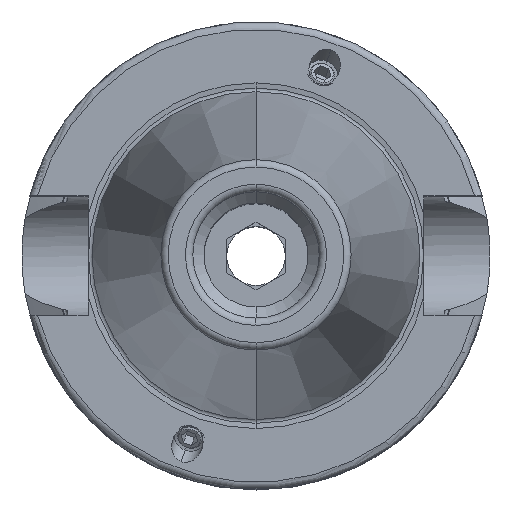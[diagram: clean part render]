
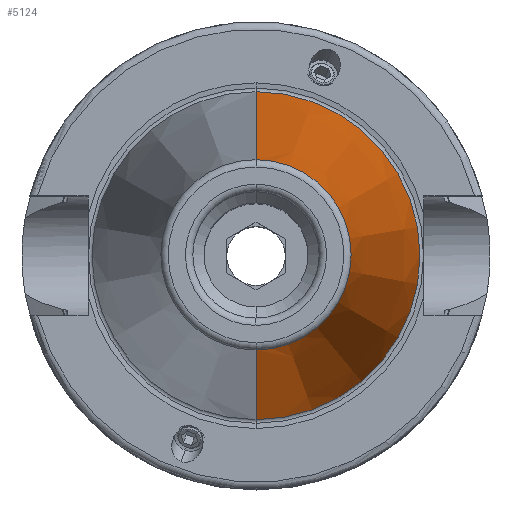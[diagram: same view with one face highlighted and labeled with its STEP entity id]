
A CAD part, top view. The second image highlights one B-rep face of the part: STEP entity #5124.
In plain terms, the highlighted conical face has half-angle 8.297 degrees and reference radius 17.446 mm.
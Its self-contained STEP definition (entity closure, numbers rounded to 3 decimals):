
#2073=CARTESIAN_POINT('',(0,0,91.544));
#2074=DIRECTION('',(0,0,1));
#2075=DIRECTION('',(0,-1,0));
#2076=AXIS2_PLACEMENT_3D('',#2073,#2074,#2075);
#2078=CARTESIAN_POINT('',(0,0,28));
#2079=DIRECTION('',(0,0,-1));
#2080=DIRECTION('',(0,1,0));
#2081=AXIS2_PLACEMENT_3D('',#2078,#2079,#2080);
#2222=DIRECTION('',(0.,0.144,0.99));
#2223=VECTOR('',#2222,64.216);
#2224=CARTESIAN_POINT('',(0,-22.079,28));
#2225=LINE('',#2224,#2223);
#2231=DIRECTION('',(0.,-0.144,0.99));
#2232=VECTOR('',#2231,64.216);
#2233=CARTESIAN_POINT('',(0,22.079,28));
#2234=LINE('',#2233,#2232);
#2523=CARTESIAN_POINT('',(0,22.079,28));
#2525=VERTEX_POINT('',#2523);
#2539=CARTESIAN_POINT('',(0,-22.079,28));
#2541=VERTEX_POINT('',#2539);
#2566=CARTESIAN_POINT('',(0,12.812,91.544));
#2567=CARTESIAN_POINT('',(0,-12.812,91.544));
#2568=VERTEX_POINT('',#2566);
#2569=VERTEX_POINT('',#2567);
#5110=CARTESIAN_POINT('',(0,0,59.772));
#5111=DIRECTION('',(0,0,-1));
#5112=DIRECTION('',(0,-1,0));
#5113=AXIS2_PLACEMENT_3D('',#5110,#5111,#5112);
#5114=CONICAL_SURFACE('',#5113,17.446,8.297);
#5116=ORIENTED_EDGE('',*,*,#5115,.T.);
#5118=ORIENTED_EDGE('',*,*,#5117,.F.);
#5119=ORIENTED_EDGE('',*,*,#5105,.T.);
#5121=ORIENTED_EDGE('',*,*,#5120,.T.);
#5122=EDGE_LOOP('',(#5116,#5118,#5119,#5121));
#5123=FACE_OUTER_BOUND('',#5122,.F.);
#5124=ADVANCED_FACE('',(#5123),#5114,.T.);
#2077=CIRCLE('',#2076,12.812);
#2082=CIRCLE('',#2081,22.079);
#5105=EDGE_CURVE('',#2525,#2541,#2082,.T.);
#5115=EDGE_CURVE('',#2569,#2568,#2077,.T.);
#5117=EDGE_CURVE('',#2525,#2568,#2234,.T.);
#5120=EDGE_CURVE('',#2541,#2569,#2225,.T.);
